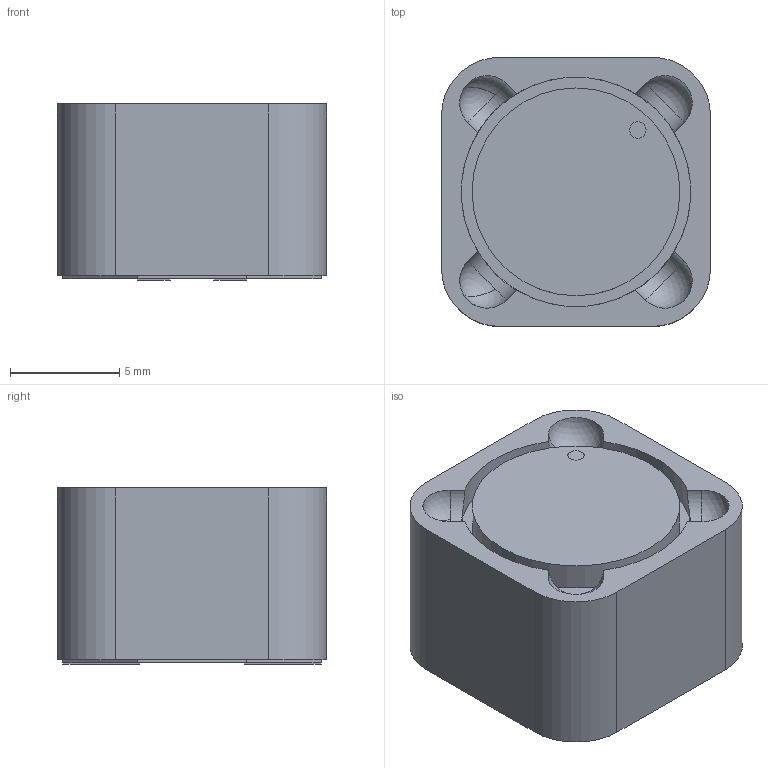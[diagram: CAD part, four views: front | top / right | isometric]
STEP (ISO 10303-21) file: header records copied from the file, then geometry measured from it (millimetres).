
FILE_DESCRIPTION((''),'2;1');
FILE_NAME('IND_COILCRAFT_MSD1278.stp','2011-11-29T19:25:59',(''),(''),'Mechanical Desktop 2011','Mechanical Desktop 2011',', , ');
FILE_SCHEMA(('AUTOMOTIVE_DESIGN { 1 2 10303 214 1 1 1 1 }'));
Length unit declared in the file: millimetre
Products named in the file (1): Product
Bounding box: 12.3 x 12.3 x 8.05 mm (x, y, z)
Volume: 1125.7 mm3; surface area: 774.7 mm2
Topology: 6 solids, 6 shells, 68 faces, 158 edges, 102 vertices
Faces by surface type: bspline 24, plane 20, cylinder 18, sphere 6
Entity records: 2016 total; most frequent: CARTESIAN_POINT 469, ORIENTED_EDGE 308, DIRECTION 280, EDGE_CURVE 154, VERTEX_POINT 102, VECTOR 102, LINE 102, AXIS2_PLACEMENT_3D 89
